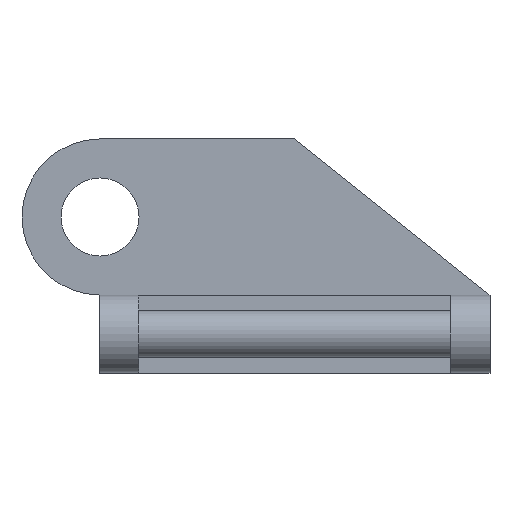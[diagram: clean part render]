
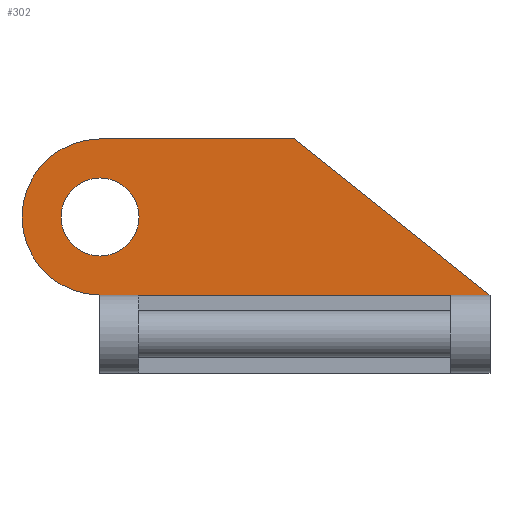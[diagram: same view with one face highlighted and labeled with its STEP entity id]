
A CAD part, front view. The second image highlights one B-rep face of the part: STEP entity #302.
In plain terms, the highlighted planar face has unit normal (0, -1, 0).
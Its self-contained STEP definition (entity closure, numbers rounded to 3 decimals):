
#18=FACE_BOUND('',#65,.T.);
#29=PLANE('',#342);
#45=FACE_OUTER_BOUND('',#64,.T.);
#64=EDGE_LOOP('',(#277,#278,#279,#280));
#65=EDGE_LOOP('',(#281));
#73=LINE('',#453,#103);
#90=LINE('',#495,#120);
#93=LINE('',#501,#123);
#103=VECTOR('',#368,10.);
#120=VECTOR('',#409,10.);
#123=VECTOR('',#414,10.);
#133=CIRCLE('',#335,10.);
#134=CIRCLE('',#339,20.);
#144=VERTEX_POINT('',#450);
#145=VERTEX_POINT('',#452);
#157=VERTEX_POINT('',#490);
#158=VERTEX_POINT('',#494);
#160=VERTEX_POINT('',#500);
#173=EDGE_CURVE('',#144,#145,#73,.T.);
#193=EDGE_CURVE('',#157,#157,#133,.T.);
#194=EDGE_CURVE('',#158,#144,#90,.T.);
#197=EDGE_CURVE('',#158,#160,#93,.T.);
#200=EDGE_CURVE('',#145,#160,#134,.T.);
#277=ORIENTED_EDGE('',*,*,#200,.F.);
#278=ORIENTED_EDGE('',*,*,#173,.F.);
#279=ORIENTED_EDGE('',*,*,#194,.F.);
#280=ORIENTED_EDGE('',*,*,#197,.T.);
#281=ORIENTED_EDGE('',*,*,#193,.F.);
#302=ADVANCED_FACE('',(#45,#18),#29,.F.);
#335=AXIS2_PLACEMENT_3D('',#492,#405,#406);
#339=AXIS2_PLACEMENT_3D('',#506,#419,#420);
#342=AXIS2_PLACEMENT_3D('',#509,#425,#426);
#368=DIRECTION('',(-1.,0.,0.));
#405=DIRECTION('center_axis',(0.,-1.,0.));
#406=DIRECTION('ref_axis',(1.,0.,0.));
#409=DIRECTION('',(0.781,0.,-0.625));
#414=DIRECTION('',(-1.,0.,0.));
#419=DIRECTION('center_axis',(0.,1.,0.));
#420=DIRECTION('ref_axis',(0.,0.,-1.));
#425=DIRECTION('center_axis',(0.,1.,0.));
#426=DIRECTION('ref_axis',(1.,0.,0.));
#450=CARTESIAN_POINT('',(100.,0.,0.));
#452=CARTESIAN_POINT('',(0.,0.,0.));
#453=CARTESIAN_POINT('',(100.,0.,0.));
#490=CARTESIAN_POINT('',(-10.,0.,20.));
#492=CARTESIAN_POINT('Origin',(0.,0.,20.));
#494=CARTESIAN_POINT('',(50.,0.,40.));
#495=CARTESIAN_POINT('',(50.,0.,40.));
#500=CARTESIAN_POINT('',(0.,0.,40.));
#501=CARTESIAN_POINT('',(50.,0.,40.));
#506=CARTESIAN_POINT('Origin',(0.,0.,20.));
#509=CARTESIAN_POINT('Origin',(40.,0.,20.));
